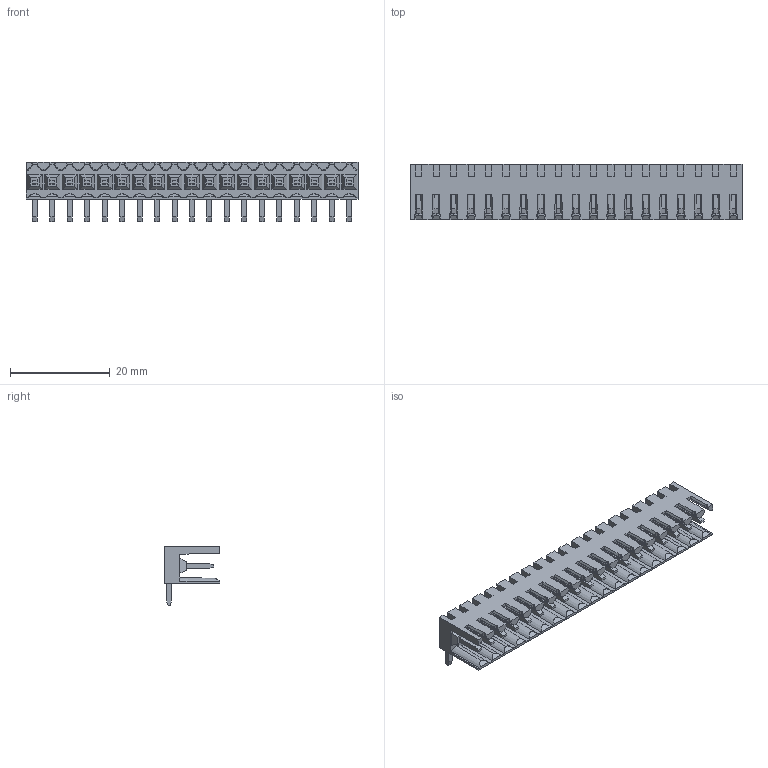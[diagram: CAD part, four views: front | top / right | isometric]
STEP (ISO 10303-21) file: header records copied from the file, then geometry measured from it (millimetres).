
FILE_DESCRIPTION(('CATIA V5 STEP Exchange','CAx-IF Rec.Pracs.--- Model Styling and Organization---1.4--- 2014-01-23'),'2;1');
FILE_NAME ('D1488106_0_1617840000_1617840000.stp','2021-06-01T10:01:09+00:00',('none'),('Weidmueller'),'CATIA Version 5-6 Release 2016 SP3 HF44','CATIA V5 STEP AP214','none');
FILE_SCHEMA(('AUTOMOTIVE_DESIGN { 1 0 10303 214 1 1 1 1 }'));
Length unit declared in the file: millimetre
Products named in the file (1): 1617840000
Bounding box: 66.5 x 11.05 x 11.95 mm (x, y, z)
Volume: 2427.3 mm3; surface area: 5810.7 mm2
Topology: 20 solids, 20 shells, 1187 faces, 3538 edges, 2391 vertices
Faces by surface type: plane 960, cylinder 152, cone 75
Entity records: 40405 total; most frequent: CARTESIAN_POINT 9270, ORIENTED_EDGE 7076, DIRECTION 4831, EDGE_CURVE 3538, VECTOR 2683, LINE 2683, VERTEX_POINT 2391, AXIS2_PLACEMENT_3D 1270
